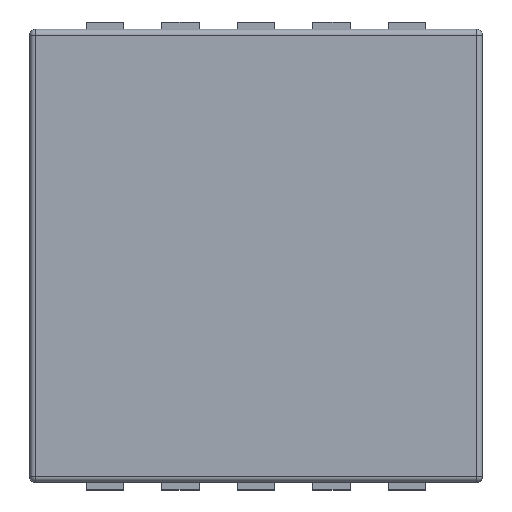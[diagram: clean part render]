
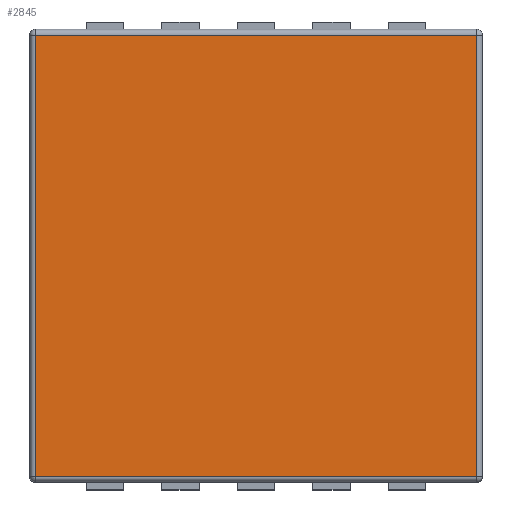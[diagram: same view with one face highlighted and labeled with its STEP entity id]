
A CAD part, top view. The second image highlights one B-rep face of the part: STEP entity #2845.
In plain terms, the highlighted planar face has unit normal (0, 0, 1).
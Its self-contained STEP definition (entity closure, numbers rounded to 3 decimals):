
#2806 = CARTESIAN_POINT ( 'NONE',  ( -1.463, 1.463, 0.8 ) ) ;
#2807 = VERTEX_POINT ( 'NONE', #2806 ) ;
#2808 = CARTESIAN_POINT ( 'NONE',  ( -1.463, -1.463, 0.8 ) ) ;
#2809 = VERTEX_POINT ( 'NONE', #2808 ) ;
#2810 = CARTESIAN_POINT ( 'NONE',  ( -1.463, 0., 0.8 ) ) ;
#2811 = DIRECTION ( 'NONE',  ( 0., -1., 0. ) ) ;
#2812 = VECTOR ( 'NONE', #2811, 1000. ) ;
#2813 = LINE ( 'NONE', #2810, #2812 ) ;
#2814 = EDGE_CURVE ( 'NONE', #2807, #2809, #2813, .T. ) ;
#2815 = ORIENTED_EDGE ( 'NONE', *, *, #2814, .T. ) ;
#2816 = CARTESIAN_POINT ( 'NONE',  ( 1.463, -1.463, 0.8 ) ) ;
#2817 = VERTEX_POINT ( 'NONE', #2816 ) ;
#2818 = CARTESIAN_POINT ( 'NONE',  ( 0., -1.463, 0.8 ) ) ;
#2819 = DIRECTION ( 'NONE',  ( 1., 0., 0. ) ) ;
#2820 = VECTOR ( 'NONE', #2819, 1000. ) ;
#2821 = LINE ( 'NONE', #2818, #2820 ) ;
#2822 = EDGE_CURVE ( 'NONE', #2809, #2817, #2821, .T. ) ;
#2823 = ORIENTED_EDGE ( 'NONE', *, *, #2822, .T. ) ;
#2824 = CARTESIAN_POINT ( 'NONE',  ( 1.463, 1.463, 0.8 ) ) ;
#2825 = VERTEX_POINT ( 'NONE', #2824 ) ;
#2826 = CARTESIAN_POINT ( 'NONE',  ( 1.463, 0., 0.8 ) ) ;
#2827 = DIRECTION ( 'NONE',  ( 0., 1., 0. ) ) ;
#2828 = VECTOR ( 'NONE', #2827, 1000. ) ;
#2829 = LINE ( 'NONE', #2826, #2828 ) ;
#2830 = EDGE_CURVE ( 'NONE', #2817, #2825, #2829, .T. ) ;
#2831 = ORIENTED_EDGE ( 'NONE', *, *, #2830, .T. ) ;
#2832 = CARTESIAN_POINT ( 'NONE',  ( 0., 1.463, 0.8 ) ) ;
#2833 = DIRECTION ( 'NONE',  ( -1., 0., 0. ) ) ;
#2834 = VECTOR ( 'NONE', #2833, 1000. ) ;
#2835 = LINE ( 'NONE', #2832, #2834 ) ;
#2836 = EDGE_CURVE ( 'NONE', #2825, #2807, #2835, .T. ) ;
#2837 = ORIENTED_EDGE ( 'NONE', *, *, #2836, .T. ) ;
#2838 = EDGE_LOOP ( 'NONE', ( #2815, #2823, #2831, #2837 ) ) ;
#2839 = FACE_OUTER_BOUND ( 'NONE', #2838, .T. ) ;
#2840 = CARTESIAN_POINT ( 'NONE',  ( 0., 0., 0.8 ) ) ;
#2841 = DIRECTION ( 'NONE',  ( 0., 0., -1. ) ) ;
#2842 = DIRECTION ( 'NONE',  ( 0., 1., 0. ) ) ;
#2843 = AXIS2_PLACEMENT_3D ( 'NONE', #2840, #2841, #2842 ) ;
#2844 = PLANE ( 'NONE', #2843 ) ;
#2845 = ADVANCED_FACE ( 'NONE', ( #2839 ), #2844, .F. ) ;
